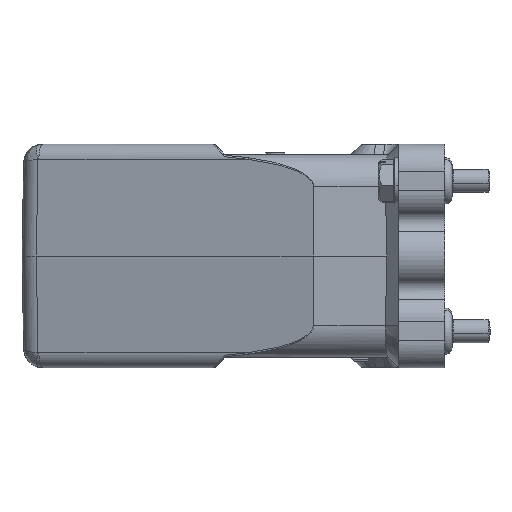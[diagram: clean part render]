
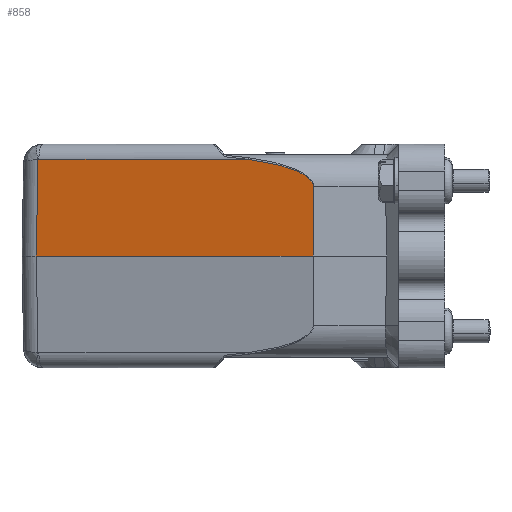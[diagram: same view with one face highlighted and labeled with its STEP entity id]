
A CAD part, left-side view. The second image highlights one B-rep face of the part: STEP entity #858.
In plain terms, the highlighted planar face has unit normal (-0.966, 0.259, 0.018).
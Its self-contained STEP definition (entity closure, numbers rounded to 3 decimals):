
#858=ADVANCED_FACE('NONE',(#1708),#1404,.T.);
#1404=PLANE('',#10805);
#1708=FACE_OUTER_BOUND('',#2306,.T.);
#2306=EDGE_LOOP('',(#4227,#4228,#4229,#4230,#4231,#4232));
#2861=B_SPLINE_CURVE_WITH_KNOTS('',3,(#14877,#14878,#14879,#14880),
 .UNSPECIFIED.,.F.,.F.,(4,4),(0.,1.),.UNSPECIFIED.);
#2864=B_SPLINE_CURVE_WITH_KNOTS('',3,(#14965,#14966,#14967,#14968,#14969,
#14970,#14971),.UNSPECIFIED.,.F.,.F.,(4,3,4),(0.,0.01,1.),
 .UNSPECIFIED.);
#2904=B_SPLINE_CURVE_WITH_KNOTS('',3,(#15666,#15667,#15668,#15669,#15670,
#15671,#15672,#15673,#15674,#15675,#15676,#15677,#15678,#15679,#15680,#15681,
#15682,#15683,#15684,#15685,#15686,#15687,#15688,#15689,#15690,#15691,#15692,
#15693,#15694,#15695,#15696,#15697,#15698,#15699,#15700,#15701,#15702,#15703,
#15704,#15705,#15706,#15707,#15708,#15709,#15710,#15711,#15712,#15713,#15714,
#15715,#15716,#15717,#15718,#15719,#15720,#15721,#15722,#15723,#15724,#15725),
 .UNSPECIFIED.,.F.,.F.,(4,2,2,2,1,1,1,1,1,2,2,2,2,1,1,1,1,1,2,2,2,2,2,1,
1,1,1,1,1,2,2,2,2,2,2,2,2,4),(0.,0.063,0.094,
0.109,0.117,0.121,0.123,
0.124,0.125,0.125,0.125,
0.188,0.219,0.234,0.242,
0.246,0.248,0.249,0.25,
0.25,0.375,0.438,0.469,
0.484,0.492,0.496,0.498,
0.499,0.5,0.5,0.5,
0.625,0.688,0.75,0.813,
0.875,0.938,1.),.UNSPECIFIED.);
#4227=ORIENTED_EDGE('',*,*,#8007,.F.);
#4228=ORIENTED_EDGE('',*,*,#8010,.T.);
#4229=ORIENTED_EDGE('',*,*,#8073,.F.);
#4230=ORIENTED_EDGE('',*,*,#8074,.F.);
#4231=ORIENTED_EDGE('',*,*,#8075,.F.);
#4232=ORIENTED_EDGE('',*,*,#8071,.T.);
#6861=VERTEX_POINT('',#14444);
#6879=VERTEX_POINT('',#14881);
#6880=VERTEX_POINT('',#14964);
#6921=VERTEX_POINT('',#15656);
#6922=VERTEX_POINT('',#15663);
#6923=VERTEX_POINT('',#15665);
#8007=EDGE_CURVE('NONE',#6861,#6879,#2861,.T.);
#8010=EDGE_CURVE('NONE',#6861,#6880,#2864,.T.);
#8071=EDGE_CURVE('NONE',#6921,#6879,#9451,.T.);
#8073=EDGE_CURVE('NONE',#6922,#6880,#9452,.T.);
#8074=EDGE_CURVE('NONE',#6923,#6922,#9453,.T.);
#8075=EDGE_CURVE('NONE',#6921,#6923,#2904,.T.);
#9451=LINE('',#15655,#10148);
#9452=LINE('',#15662,#10149);
#9453=LINE('',#15664,#10150);
#10148=VECTOR('',#12020,1.);
#10149=VECTOR('',#12023,1.);
#10150=VECTOR('',#12024,1.);
#10805=AXIS2_PLACEMENT_3D('',#15726,#12025,#12026);
#12020=DIRECTION('',(0.259,0.966,0.));
#12023=DIRECTION('',(0.259,0.966,0.));
#12024=DIRECTION('',(-0.017,0.002,-1.));
#12025=DIRECTION('',(-0.966,0.259,0.017));
#12026=DIRECTION('',(-0.259,-0.966,0.));
#14444=CARTESIAN_POINT('',(-41.907,105.857,25.04));
#14877=CARTESIAN_POINT('',(-41.907,105.857,25.04));
#14878=CARTESIAN_POINT('',(-41.928,105.778,25.06));
#14879=CARTESIAN_POINT('',(-41.95,105.697,25.07));
#14880=CARTESIAN_POINT('',(-41.972,105.615,25.07));
#14881=CARTESIAN_POINT('',(-41.972,105.615,25.07));
#14964=CARTESIAN_POINT('',(-42.243,106.295,0.));
#14965=CARTESIAN_POINT('',(-41.904,105.853,25.29));
#14966=CARTESIAN_POINT('',(-41.905,105.854,25.207));
#14967=CARTESIAN_POINT('',(-41.906,105.856,25.124));
#14968=CARTESIAN_POINT('',(-41.908,105.857,25.04));
#14969=CARTESIAN_POINT('',(-42.019,106.003,16.693));
#14970=CARTESIAN_POINT('',(-42.131,106.149,8.347));
#14971=CARTESIAN_POINT('',(-42.243,106.295,0.));
#15655=CARTESIAN_POINT('',(-40.827,109.887,25.07));
#15656=CARTESIAN_POINT('',(-56.529,51.287,25.07));
#15662=CARTESIAN_POINT('',(-41.25,110.,0.));
#15663=CARTESIAN_POINT('',(-61.483,34.49,0.));
#15664=CARTESIAN_POINT('',(-61.164,34.448,18.272));
#15665=CARTESIAN_POINT('',(-61.17,34.448,17.948));
#15666=CARTESIAN_POINT('',(-56.529,51.287,25.07));
#15667=CARTESIAN_POINT('',(-56.565,51.153,25.053));
#15668=CARTESIAN_POINT('',(-56.637,50.889,25.02));
#15669=CARTESIAN_POINT('',(-56.796,50.298,24.94));
#15670=CARTESIAN_POINT('',(-56.859,50.068,24.909));
#15671=CARTESIAN_POINT('',(-56.965,49.676,24.852));
#15672=CARTESIAN_POINT('',(-57.002,49.537,24.832));
#15673=CARTESIAN_POINT('',(-57.062,49.316,24.799));
#15674=CARTESIAN_POINT('',(-57.093,49.203,24.782));
#15675=CARTESIAN_POINT('',(-57.13,49.066,24.761));
#15676=CARTESIAN_POINT('',(-57.149,48.996,24.75));
#15677=CARTESIAN_POINT('',(-57.158,48.96,24.744));
#15678=CARTESIAN_POINT('',(-57.163,48.943,24.741));
#15679=CARTESIAN_POINT('',(-57.165,48.935,24.74));
#15680=CARTESIAN_POINT('',(-57.167,48.93,24.739));
#15681=CARTESIAN_POINT('',(-57.168,48.926,24.739));
#15682=CARTESIAN_POINT('',(-57.254,48.608,24.689));
#15683=CARTESIAN_POINT('',(-57.35,48.253,24.632));
#15684=CARTESIAN_POINT('',(-57.509,47.665,24.53));
#15685=CARTESIAN_POINT('',(-57.565,47.46,24.494));
#15686=CARTESIAN_POINT('',(-57.652,47.138,24.436));
#15687=CARTESIAN_POINT('',(-57.697,46.974,24.406));
#15688=CARTESIAN_POINT('',(-57.75,46.776,24.368));
#15689=CARTESIAN_POINT('',(-57.778,46.676,24.349));
#15690=CARTESIAN_POINT('',(-57.791,46.625,24.339));
#15691=CARTESIAN_POINT('',(-57.798,46.6,24.335));
#15692=CARTESIAN_POINT('',(-57.801,46.589,24.332));
#15693=CARTESIAN_POINT('',(-57.803,46.581,24.331));
#15694=CARTESIAN_POINT('',(-57.805,46.576,24.33));
#15695=CARTESIAN_POINT('',(-57.97,45.969,24.213));
#15696=CARTESIAN_POINT('',(-58.157,45.277,24.07));
#15697=CARTESIAN_POINT('',(-58.474,44.115,23.8));
#15698=CARTESIAN_POINT('',(-58.585,43.706,23.7));
#15699=CARTESIAN_POINT('',(-58.76,43.063,23.533));
#15700=CARTESIAN_POINT('',(-58.82,42.844,23.474));
#15701=CARTESIAN_POINT('',(-58.912,42.508,23.38));
#15702=CARTESIAN_POINT('',(-58.958,42.338,23.332));
#15703=CARTESIAN_POINT('',(-59.013,42.137,23.274));
#15704=CARTESIAN_POINT('',(-59.041,42.035,23.244));
#15705=CARTESIAN_POINT('',(-59.055,41.984,23.229));
#15706=CARTESIAN_POINT('',(-59.062,41.959,23.221));
#15707=CARTESIAN_POINT('',(-59.066,41.946,23.217));
#15708=CARTESIAN_POINT('',(-59.067,41.94,23.216));
#15709=CARTESIAN_POINT('',(-59.068,41.937,23.215));
#15710=CARTESIAN_POINT('',(-59.068,41.936,23.214));
#15711=CARTESIAN_POINT('',(-59.487,40.402,22.757));
#15712=CARTESIAN_POINT('',(-59.848,39.091,22.257));
#15713=CARTESIAN_POINT('',(-60.295,37.476,21.461));
#15714=CARTESIAN_POINT('',(-60.428,36.996,21.188));
#15715=CARTESIAN_POINT('',(-60.662,36.162,20.632));
#15716=CARTESIAN_POINT('',(-60.762,35.807,20.349));
#15717=CARTESIAN_POINT('',(-60.927,35.228,19.789));
#15718=CARTESIAN_POINT('',(-60.992,35.006,19.511));
#15719=CARTESIAN_POINT('',(-61.087,34.686,18.994));
#15720=CARTESIAN_POINT('',(-61.117,34.59,18.755));
#15721=CARTESIAN_POINT('',(-61.154,34.478,18.363));
#15722=CARTESIAN_POINT('',(-61.162,34.461,18.209));
#15723=CARTESIAN_POINT('',(-61.169,34.447,18.003));
#15724=CARTESIAN_POINT('',(-61.17,34.448,17.95));
#15725=CARTESIAN_POINT('',(-61.17,34.448,17.948));
#15726=CARTESIAN_POINT('',(-41.25,110.,0.));
